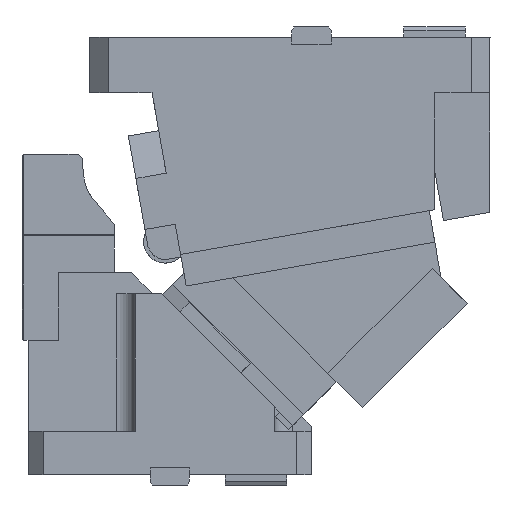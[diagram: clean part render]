
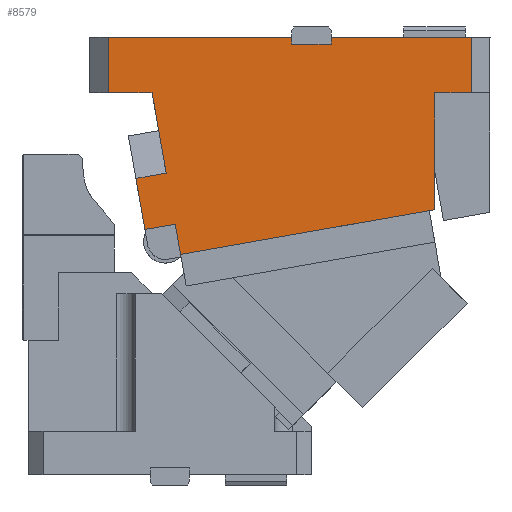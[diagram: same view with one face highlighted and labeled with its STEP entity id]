
A CAD part, front view. The second image highlights one B-rep face of the part: STEP entity #8579.
In plain terms, the highlighted planar face has unit normal (0, -1, 0).
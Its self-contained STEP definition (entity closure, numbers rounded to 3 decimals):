
#7250=CARTESIAN_POINT('Vertex',(94.811,-45.,199.052)) ;
#7253=CARTESIAN_POINT('Line Origine',(91.159,-45.,219.764)) ;
#7257=CARTESIAN_POINT('Vertex',(87.507,-45.,240.476)) ;
#7938=CARTESIAN_POINT('Line Origine',(107.119,-45.,201.222)) ;
#7942=CARTESIAN_POINT('Vertex',(119.427,-45.,203.392)) ;
#8428=CARTESIAN_POINT('Axis2P3D Location',(223.985,-45.,186.29)) ;
#8433=CARTESIAN_POINT('Line Origine',(121.597,-45.,191.083)) ;
#8437=CARTESIAN_POINT('Vertex',(123.768,-45.,178.773)) ;
#8440=CARTESIAN_POINT('Line Origine',(222.249,-45.,196.138)) ;
#8444=CARTESIAN_POINT('Vertex',(320.729,-45.,213.503)) ;
#8447=CARTESIAN_POINT('Line Origine',(325.365,-45.,214.32)) ;
#8451=CARTESIAN_POINT('Vertex',(330.,-45.,215.137)) ;
#8454=CARTESIAN_POINT('Line Origine',(330.,-45.,262.568)) ;
#8458=CARTESIAN_POINT('Vertex',(330.,-45.,309.999)) ;
#8461=CARTESIAN_POINT('Line Origine',(345.,-45.,309.999)) ;
#8465=CARTESIAN_POINT('Vertex',(360.,-45.,309.999)) ;
#8468=CARTESIAN_POINT('Line Origine',(360.,-45.,332.499)) ;
#8472=CARTESIAN_POINT('Vertex',(360.,-45.,354.999)) ;
#8475=CARTESIAN_POINT('Line Origine',(303.,-45.,354.999)) ;
#8479=CARTESIAN_POINT('Vertex',(246.,-45.,354.999)) ;
#8482=CARTESIAN_POINT('Line Origine',(246.,-45.,352.249)) ;
#8486=CARTESIAN_POINT('Vertex',(246.,-45.,349.499)) ;
#8489=CARTESIAN_POINT('Line Origine',(230.,-45.,349.499)) ;
#8493=CARTESIAN_POINT('Vertex',(214.,-45.,349.499)) ;
#8496=CARTESIAN_POINT('Line Origine',(214.,-45.,352.249)) ;
#8500=CARTESIAN_POINT('Vertex',(214.,-45.,354.999)) ;
#8503=CARTESIAN_POINT('Line Origine',(139.5,-45.,354.999)) ;
#8507=CARTESIAN_POINT('Vertex',(65.,-45.,354.999)) ;
#8510=CARTESIAN_POINT('Line Origine',(65.,-45.,332.499)) ;
#8514=CARTESIAN_POINT('Vertex',(65.,-45.,309.999)) ;
#8517=CARTESIAN_POINT('Line Origine',(80.,-45.,309.999)) ;
#8521=CARTESIAN_POINT('Vertex',(95.,-45.,309.999)) ;
#8524=CARTESIAN_POINT('Line Origine',(97.815,-45.,309.999)) ;
#8528=CARTESIAN_POINT('Vertex',(100.629,-45.,309.999)) ;
#8531=CARTESIAN_POINT('Line Origine',(100.911,-45.,308.398)) ;
#8535=CARTESIAN_POINT('Vertex',(101.194,-45.,306.798)) ;
#8538=CARTESIAN_POINT('Line Origine',(105.969,-45.,279.716)) ;
#8542=CARTESIAN_POINT('Vertex',(110.744,-45.,252.634)) ;
#8545=CARTESIAN_POINT('Line Origine',(111.433,-45.,248.725)) ;
#8549=CARTESIAN_POINT('Vertex',(112.123,-45.,244.816)) ;
#8552=CARTESIAN_POINT('Line Origine',(99.815,-45.,242.646)) ;
#7254=DIRECTION('Vector Direction',(-0.174,0.,0.985)) ;
#7939=DIRECTION('Vector Direction',(-0.985,0.,-0.174)) ;
#8429=DIRECTION('Axis2P3D Direction',(0.,-1.,0.)) ;
#8430=DIRECTION('Axis2P3D XDirection',(0.707,0.,-0.707)) ;
#8434=DIRECTION('Vector Direction',(-0.174,0.,0.985)) ;
#8441=DIRECTION('Vector Direction',(0.985,0.,0.174)) ;
#8448=DIRECTION('Vector Direction',(0.985,0.,0.174)) ;
#8455=DIRECTION('Vector Direction',(0.,0.,-1.)) ;
#8462=DIRECTION('Vector Direction',(1.,0.,0.)) ;
#8469=DIRECTION('Vector Direction',(0.,0.,1.)) ;
#8476=DIRECTION('Vector Direction',(1.,0.,0.)) ;
#8483=DIRECTION('Vector Direction',(0.,0.,-1.)) ;
#8490=DIRECTION('Vector Direction',(1.,0.,0.)) ;
#8497=DIRECTION('Vector Direction',(0.,0.,1.)) ;
#8504=DIRECTION('Vector Direction',(1.,0.,0.)) ;
#8511=DIRECTION('Vector Direction',(0.,0.,-1.)) ;
#8518=DIRECTION('Vector Direction',(-1.,0.,0.)) ;
#8525=DIRECTION('Vector Direction',(-1.,0.,0.)) ;
#8532=DIRECTION('Vector Direction',(-0.174,0.,0.985)) ;
#8539=DIRECTION('Vector Direction',(-0.174,0.,0.985)) ;
#8546=DIRECTION('Vector Direction',(-0.174,0.,0.985)) ;
#8553=DIRECTION('Vector Direction',(-0.985,0.,-0.174)) ;
#8431=AXIS2_PLACEMENT_3D('Plane Axis2P3D',#8428,#8429,#8430) ;
#8558=ORIENTED_EDGE('',*,*,#7944,.F.) ;
#8559=ORIENTED_EDGE('',*,*,#8439,.F.) ;
#8560=ORIENTED_EDGE('',*,*,#8446,.T.) ;
#8561=ORIENTED_EDGE('',*,*,#8453,.T.) ;
#8562=ORIENTED_EDGE('',*,*,#8460,.F.) ;
#8563=ORIENTED_EDGE('',*,*,#8467,.T.) ;
#8564=ORIENTED_EDGE('',*,*,#8474,.F.) ;
#8565=ORIENTED_EDGE('',*,*,#8481,.F.) ;
#8566=ORIENTED_EDGE('',*,*,#8488,.T.) ;
#8567=ORIENTED_EDGE('',*,*,#8495,.F.) ;
#8568=ORIENTED_EDGE('',*,*,#8502,.T.) ;
#8569=ORIENTED_EDGE('',*,*,#8509,.F.) ;
#8570=ORIENTED_EDGE('',*,*,#8516,.F.) ;
#8571=ORIENTED_EDGE('',*,*,#8523,.F.) ;
#8572=ORIENTED_EDGE('',*,*,#8530,.F.) ;
#8573=ORIENTED_EDGE('',*,*,#8537,.F.) ;
#8574=ORIENTED_EDGE('',*,*,#8544,.F.) ;
#8575=ORIENTED_EDGE('',*,*,#8551,.F.) ;
#8576=ORIENTED_EDGE('',*,*,#8556,.T.) ;
#8577=ORIENTED_EDGE('',*,*,#7259,.F.) ;
#7255=VECTOR('Line Direction',#7254,1.) ;
#7940=VECTOR('Line Direction',#7939,1.) ;
#8435=VECTOR('Line Direction',#8434,1.) ;
#8442=VECTOR('Line Direction',#8441,1.) ;
#8449=VECTOR('Line Direction',#8448,1.) ;
#8456=VECTOR('Line Direction',#8455,1.) ;
#8463=VECTOR('Line Direction',#8462,1.) ;
#8470=VECTOR('Line Direction',#8469,1.) ;
#8477=VECTOR('Line Direction',#8476,1.) ;
#8484=VECTOR('Line Direction',#8483,1.) ;
#8491=VECTOR('Line Direction',#8490,1.) ;
#8498=VECTOR('Line Direction',#8497,1.) ;
#8505=VECTOR('Line Direction',#8504,1.) ;
#8512=VECTOR('Line Direction',#8511,1.) ;
#8519=VECTOR('Line Direction',#8518,1.) ;
#8526=VECTOR('Line Direction',#8525,1.) ;
#8533=VECTOR('Line Direction',#8532,1.) ;
#8540=VECTOR('Line Direction',#8539,1.) ;
#8547=VECTOR('Line Direction',#8546,1.) ;
#8554=VECTOR('Line Direction',#8553,1.) ;
#8579=ADVANCED_FACE('CAM HOLDER',(#8578),#8432,.T.) ;
#7259=EDGE_CURVE('',#7251,#7258,#7256,.T.) ;
#7944=EDGE_CURVE('',#7943,#7251,#7941,.T.) ;
#8439=EDGE_CURVE('',#8438,#7943,#8436,.T.) ;
#8446=EDGE_CURVE('',#8438,#8445,#8443,.T.) ;
#8453=EDGE_CURVE('',#8445,#8452,#8450,.T.) ;
#8460=EDGE_CURVE('',#8459,#8452,#8457,.T.) ;
#8467=EDGE_CURVE('',#8459,#8466,#8464,.T.) ;
#8474=EDGE_CURVE('',#8473,#8466,#8471,.F.) ;
#8481=EDGE_CURVE('',#8480,#8473,#8478,.T.) ;
#8488=EDGE_CURVE('',#8480,#8487,#8485,.T.) ;
#8495=EDGE_CURVE('',#8494,#8487,#8492,.T.) ;
#8502=EDGE_CURVE('',#8494,#8501,#8499,.T.) ;
#8509=EDGE_CURVE('',#8508,#8501,#8506,.T.) ;
#8516=EDGE_CURVE('',#8515,#8508,#8513,.F.) ;
#8523=EDGE_CURVE('',#8522,#8515,#8520,.T.) ;
#8530=EDGE_CURVE('',#8529,#8522,#8527,.T.) ;
#8537=EDGE_CURVE('',#8536,#8529,#8534,.T.) ;
#8544=EDGE_CURVE('',#8543,#8536,#8541,.T.) ;
#8551=EDGE_CURVE('',#8550,#8543,#8548,.T.) ;
#8556=EDGE_CURVE('',#8550,#7258,#8555,.T.) ;
#8557=EDGE_LOOP('',(#8558,#8559,#8560,#8561,#8562,#8563,#8564,#8565,#8566,#8567,#8568,#8569,#8570,#8571,#8572,#8573,#8574,#8575,#8576,#8577)) ;
#8578=FACE_OUTER_BOUND('',#8557,.T.) ;
#7256=LINE('Line',#7253,#7255) ;
#7941=LINE('Line',#7938,#7940) ;
#8436=LINE('Line',#8433,#8435) ;
#8443=LINE('Line',#8440,#8442) ;
#8450=LINE('Line',#8447,#8449) ;
#8457=LINE('Line',#8454,#8456) ;
#8464=LINE('Line',#8461,#8463) ;
#8471=LINE('Line',#8468,#8470) ;
#8478=LINE('Line',#8475,#8477) ;
#8485=LINE('Line',#8482,#8484) ;
#8492=LINE('Line',#8489,#8491) ;
#8499=LINE('Line',#8496,#8498) ;
#8506=LINE('Line',#8503,#8505) ;
#8513=LINE('Line',#8510,#8512) ;
#8520=LINE('Line',#8517,#8519) ;
#8527=LINE('Line',#8524,#8526) ;
#8534=LINE('Line',#8531,#8533) ;
#8541=LINE('Line',#8538,#8540) ;
#8548=LINE('Line',#8545,#8547) ;
#8555=LINE('Line',#8552,#8554) ;
#8432=PLANE('Plane',#8431) ;
#7251=VERTEX_POINT('',#7250) ;
#7258=VERTEX_POINT('',#7257) ;
#7943=VERTEX_POINT('',#7942) ;
#8438=VERTEX_POINT('',#8437) ;
#8445=VERTEX_POINT('',#8444) ;
#8452=VERTEX_POINT('',#8451) ;
#8459=VERTEX_POINT('',#8458) ;
#8466=VERTEX_POINT('',#8465) ;
#8473=VERTEX_POINT('',#8472) ;
#8480=VERTEX_POINT('',#8479) ;
#8487=VERTEX_POINT('',#8486) ;
#8494=VERTEX_POINT('',#8493) ;
#8501=VERTEX_POINT('',#8500) ;
#8508=VERTEX_POINT('',#8507) ;
#8515=VERTEX_POINT('',#8514) ;
#8522=VERTEX_POINT('',#8521) ;
#8529=VERTEX_POINT('',#8528) ;
#8536=VERTEX_POINT('',#8535) ;
#8543=VERTEX_POINT('',#8542) ;
#8550=VERTEX_POINT('',#8549) ;
